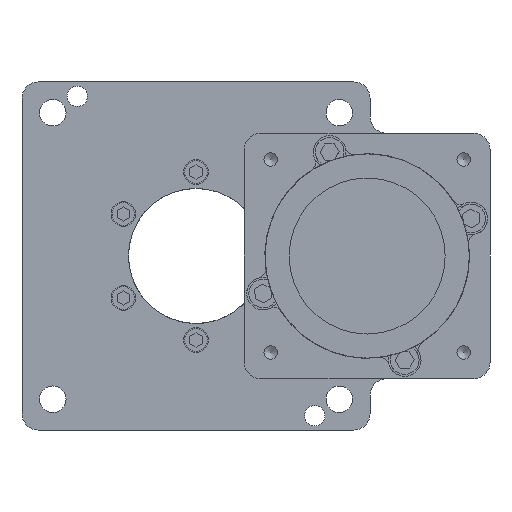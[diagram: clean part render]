
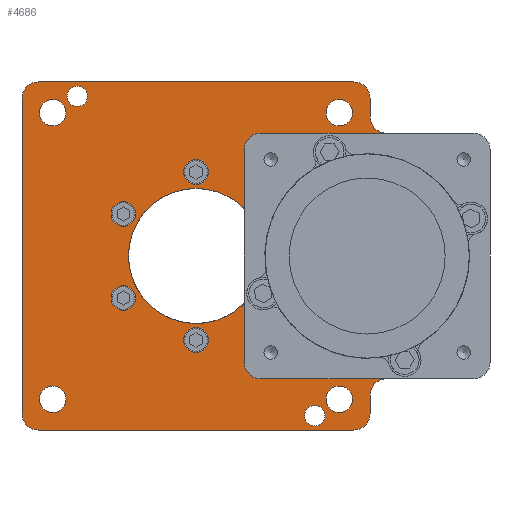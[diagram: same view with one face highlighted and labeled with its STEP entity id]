
A CAD part, front view. The second image highlights one B-rep face of the part: STEP entity #4686.
In plain terms, the highlighted planar face has unit normal (0, -1, 0).
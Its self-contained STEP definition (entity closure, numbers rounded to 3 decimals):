
#91=FACE_BOUND('',#1508,.T.);
#92=FACE_BOUND('',#1509,.T.);
#93=FACE_BOUND('',#1510,.T.);
#94=FACE_BOUND('',#1511,.T.);
#95=FACE_BOUND('',#1512,.T.);
#96=FACE_BOUND('',#1513,.T.);
#97=FACE_BOUND('',#1514,.T.);
#98=FACE_BOUND('',#1515,.T.);
#99=FACE_BOUND('',#1516,.T.);
#100=FACE_BOUND('',#1517,.T.);
#176=LINE('',#7054,#576);
#180=LINE('',#7068,#580);
#188=LINE('',#7088,#588);
#196=LINE('',#7108,#596);
#204=LINE('',#7128,#604);
#208=LINE('',#7140,#608);
#211=LINE('',#7150,#611);
#343=LINE('',#7723,#743);
#344=LINE('',#7727,#744);
#576=VECTOR('',#5590,10.);
#580=VECTOR('',#5604,1000.);
#588=VECTOR('',#5620,1000.);
#596=VECTOR('',#5636,1000.);
#604=VECTOR('',#5652,1000.);
#608=VECTOR('',#5664,1000.);
#611=VECTOR('',#5675,10.);
#743=VECTOR('',#6223,10.);
#744=VECTOR('',#6228,10.);
#1184=FACE_OUTER_BOUND('',#1507,.T.);
#1507=EDGE_LOOP('',(#3722,#3723,#3724,#3725,#3726,#3727,#3728,#3729,#3730,
#3731,#3732,#3733,#3734,#3735,#3736,#3737,#3738,#3739,#3740));
#1508=EDGE_LOOP('',(#3741));
#1509=EDGE_LOOP('',(#3742));
#1510=EDGE_LOOP('',(#3743));
#1511=EDGE_LOOP('',(#3744));
#1512=EDGE_LOOP('',(#3745));
#1513=EDGE_LOOP('',(#3746));
#1514=EDGE_LOOP('',(#3747));
#1515=EDGE_LOOP('',(#3748));
#1516=EDGE_LOOP('',(#3749));
#1517=EDGE_LOOP('',(#3750));
#1678=CIRCLE('',#4913,4.);
#1680=CIRCLE('',#4917,4.);
#1682=CIRCLE('',#4921,4.);
#1684=CIRCLE('',#4925,4.);
#1686=CIRCLE('',#4929,4.);
#1688=CIRCLE('',#4933,4.);
#1777=CIRCLE('',#5119,16.5);
#1779=CIRCLE('',#5121,16.5);
#1780=CIRCLE('',#5123,2.5);
#1781=CIRCLE('',#5125,2.5);
#1782=CIRCLE('',#5127,3.25);
#1783=CIRCLE('',#5129,3.25);
#1784=CIRCLE('',#5131,3.25);
#1785=CIRCLE('',#5133,3.25);
#1786=CIRCLE('',#5135,3.);
#1787=CIRCLE('',#5137,3.);
#1788=CIRCLE('',#5139,3.);
#1789=CIRCLE('',#5141,3.);
#1790=CIRCLE('',#5143,4.);
#1791=CIRCLE('',#5144,4.);
#1964=VERTEX_POINT('',#7047);
#1966=VERTEX_POINT('',#7052);
#1969=VERTEX_POINT('',#7059);
#1971=VERTEX_POINT('',#7065);
#1973=VERTEX_POINT('',#7072);
#1975=VERTEX_POINT('',#7077);
#1981=VERTEX_POINT('',#7092);
#1983=VERTEX_POINT('',#7097);
#1989=VERTEX_POINT('',#7112);
#1991=VERTEX_POINT('',#7117);
#1997=VERTEX_POINT('',#7132);
#1999=VERTEX_POINT('',#7137);
#2001=VERTEX_POINT('',#7143);
#2002=VERTEX_POINT('',#7149);
#2150=VERTEX_POINT('',#7674);
#2151=VERTEX_POINT('',#7676);
#2152=VERTEX_POINT('',#7678);
#2153=VERTEX_POINT('',#7682);
#2154=VERTEX_POINT('',#7686);
#2155=VERTEX_POINT('',#7690);
#2156=VERTEX_POINT('',#7694);
#2157=VERTEX_POINT('',#7698);
#2158=VERTEX_POINT('',#7702);
#2159=VERTEX_POINT('',#7706);
#2160=VERTEX_POINT('',#7710);
#2161=VERTEX_POINT('',#7714);
#2162=VERTEX_POINT('',#7718);
#2163=VERTEX_POINT('',#7722);
#2164=VERTEX_POINT('',#7725);
#2436=EDGE_CURVE('',#1964,#1966,#176,.T.);
#2440=EDGE_CURVE('',#1969,#1964,#1678,.T.);
#2443=EDGE_CURVE('',#1971,#1969,#180,.T.);
#2445=EDGE_CURVE('',#1973,#1971,#1680,.T.);
#2453=EDGE_CURVE('',#1975,#1973,#188,.T.);
#2455=EDGE_CURVE('',#1981,#1975,#1682,.T.);
#2463=EDGE_CURVE('',#1983,#1981,#196,.T.);
#2465=EDGE_CURVE('',#1989,#1983,#1684,.T.);
#2473=EDGE_CURVE('',#1991,#1989,#204,.T.);
#2475=EDGE_CURVE('',#1997,#1991,#1686,.T.);
#2479=EDGE_CURVE('',#1999,#1997,#208,.T.);
#2482=EDGE_CURVE('',#2001,#1999,#1688,.T.);
#2484=EDGE_CURVE('',#2002,#2001,#211,.T.);
#2698=EDGE_CURVE('',#2151,#2150,#1777,.T.);
#2700=EDGE_CURVE('',#2150,#2152,#1779,.T.);
#2701=EDGE_CURVE('',#2153,#2153,#1780,.T.);
#2703=EDGE_CURVE('',#2154,#2154,#1781,.T.);
#2705=EDGE_CURVE('',#2155,#2155,#1782,.T.);
#2707=EDGE_CURVE('',#2156,#2156,#1783,.T.);
#2709=EDGE_CURVE('',#2157,#2157,#1784,.T.);
#2711=EDGE_CURVE('',#2158,#2158,#1785,.T.);
#2714=EDGE_CURVE('',#2159,#2159,#1786,.T.);
#2716=EDGE_CURVE('',#2160,#2160,#1787,.T.);
#2718=EDGE_CURVE('',#2161,#2161,#1788,.T.);
#2720=EDGE_CURVE('',#2162,#2162,#1789,.T.);
#2721=EDGE_CURVE('',#2152,#2163,#343,.T.);
#2722=EDGE_CURVE('',#2163,#2002,#1790,.T.);
#2723=EDGE_CURVE('',#1966,#2164,#1791,.T.);
#2724=EDGE_CURVE('',#2164,#2151,#344,.T.);
#3722=ORIENTED_EDGE('',*,*,#2721,.T.);
#3723=ORIENTED_EDGE('',*,*,#2722,.T.);
#3724=ORIENTED_EDGE('',*,*,#2484,.T.);
#3725=ORIENTED_EDGE('',*,*,#2482,.T.);
#3726=ORIENTED_EDGE('',*,*,#2479,.T.);
#3727=ORIENTED_EDGE('',*,*,#2475,.T.);
#3728=ORIENTED_EDGE('',*,*,#2473,.T.);
#3729=ORIENTED_EDGE('',*,*,#2465,.T.);
#3730=ORIENTED_EDGE('',*,*,#2463,.T.);
#3731=ORIENTED_EDGE('',*,*,#2455,.T.);
#3732=ORIENTED_EDGE('',*,*,#2453,.T.);
#3733=ORIENTED_EDGE('',*,*,#2445,.T.);
#3734=ORIENTED_EDGE('',*,*,#2443,.T.);
#3735=ORIENTED_EDGE('',*,*,#2440,.T.);
#3736=ORIENTED_EDGE('',*,*,#2436,.T.);
#3737=ORIENTED_EDGE('',*,*,#2723,.T.);
#3738=ORIENTED_EDGE('',*,*,#2724,.T.);
#3739=ORIENTED_EDGE('',*,*,#2698,.T.);
#3740=ORIENTED_EDGE('',*,*,#2700,.T.);
#3741=ORIENTED_EDGE('',*,*,#2701,.T.);
#3742=ORIENTED_EDGE('',*,*,#2703,.T.);
#3743=ORIENTED_EDGE('',*,*,#2705,.T.);
#3744=ORIENTED_EDGE('',*,*,#2707,.T.);
#3745=ORIENTED_EDGE('',*,*,#2709,.T.);
#3746=ORIENTED_EDGE('',*,*,#2711,.T.);
#3747=ORIENTED_EDGE('',*,*,#2714,.T.);
#3748=ORIENTED_EDGE('',*,*,#2716,.T.);
#3749=ORIENTED_EDGE('',*,*,#2718,.T.);
#3750=ORIENTED_EDGE('',*,*,#2720,.T.);
#4441=PLANE('',#5142);
#4686=ADVANCED_FACE('',(#1184,#91,#92,#93,#94,#95,#96,#97,#98,#99,#100),
#4441,.T.);
#4913=AXIS2_PLACEMENT_3D('',#7062,#5598,#5599);
#4917=AXIS2_PLACEMENT_3D('',#7073,#5609,#5610);
#4921=AXIS2_PLACEMENT_3D('',#7093,#5625,#5626);
#4925=AXIS2_PLACEMENT_3D('',#7113,#5641,#5642);
#4929=AXIS2_PLACEMENT_3D('',#7133,#5657,#5658);
#4933=AXIS2_PLACEMENT_3D('',#7146,#5670,#5671);
#5119=AXIS2_PLACEMENT_3D('',#7677,#6165,#6166);
#5121=AXIS2_PLACEMENT_3D('',#7680,#6169,#6170);
#5123=AXIS2_PLACEMENT_3D('',#7683,#6173,#6174);
#5125=AXIS2_PLACEMENT_3D('',#7687,#6178,#6179);
#5127=AXIS2_PLACEMENT_3D('',#7691,#6183,#6184);
#5129=AXIS2_PLACEMENT_3D('',#7695,#6188,#6189);
#5131=AXIS2_PLACEMENT_3D('',#7699,#6193,#6194);
#5133=AXIS2_PLACEMENT_3D('',#7703,#6198,#6199);
#5135=AXIS2_PLACEMENT_3D('',#7708,#6204,#6205);
#5137=AXIS2_PLACEMENT_3D('',#7712,#6209,#6210);
#5139=AXIS2_PLACEMENT_3D('',#7716,#6214,#6215);
#5141=AXIS2_PLACEMENT_3D('',#7720,#6219,#6220);
#5142=AXIS2_PLACEMENT_3D('',#7721,#6221,#6222);
#5143=AXIS2_PLACEMENT_3D('',#7724,#6224,#6225);
#5144=AXIS2_PLACEMENT_3D('',#7726,#6226,#6227);
#5590=DIRECTION('',(-1.,0.,0.));
#5598=DIRECTION('center_axis',(0.,1.,0.));
#5599=DIRECTION('ref_axis',(0.,0.,-1.));
#5604=DIRECTION('',(0.,0.,1.));
#5609=DIRECTION('center_axis',(0.,-1.,0.));
#5610=DIRECTION('ref_axis',(0.,0.,-1.));
#5620=DIRECTION('',(1.,0.,0.));
#5625=DIRECTION('center_axis',(0.,-1.,0.));
#5626=DIRECTION('ref_axis',(0.,0.,-1.));
#5636=DIRECTION('',(0.,0.,-1.));
#5641=DIRECTION('center_axis',(0.,-1.,0.));
#5642=DIRECTION('ref_axis',(0.,0.,-1.));
#5652=DIRECTION('',(-1.,0.,0.));
#5657=DIRECTION('center_axis',(0.,-1.,0.));
#5658=DIRECTION('ref_axis',(0.,0.,-1.));
#5664=DIRECTION('',(0.,0.,1.));
#5670=DIRECTION('center_axis',(0.,1.,0.));
#5671=DIRECTION('ref_axis',(0.,0.,-1.));
#5675=DIRECTION('',(1.,0.,0.));
#6165=DIRECTION('center_axis',(0.,1.,0.));
#6166=DIRECTION('ref_axis',(0.,0.,-1.));
#6169=DIRECTION('center_axis',(0.,1.,0.));
#6170=DIRECTION('ref_axis',(0.,0.,-1.));
#6173=DIRECTION('center_axis',(0.,1.,0.));
#6174=DIRECTION('ref_axis',(0.,0.,1.));
#6178=DIRECTION('center_axis',(0.,1.,0.));
#6179=DIRECTION('ref_axis',(0.,0.,1.));
#6183=DIRECTION('center_axis',(0.,1.,0.));
#6184=DIRECTION('ref_axis',(0.,0.,1.));
#6188=DIRECTION('center_axis',(0.,1.,0.));
#6189=DIRECTION('ref_axis',(0.,0.,1.));
#6193=DIRECTION('center_axis',(0.,1.,0.));
#6194=DIRECTION('ref_axis',(0.,0.,1.));
#6198=DIRECTION('center_axis',(0.,1.,0.));
#6199=DIRECTION('ref_axis',(0.,0.,1.));
#6204=DIRECTION('center_axis',(0.,1.,0.));
#6205=DIRECTION('ref_axis',(0.,0.,-1.));
#6209=DIRECTION('center_axis',(0.,1.,0.));
#6210=DIRECTION('ref_axis',(0.,0.,-1.));
#6214=DIRECTION('center_axis',(0.,1.,0.));
#6215=DIRECTION('ref_axis',(0.,0.,-1.));
#6219=DIRECTION('center_axis',(0.,1.,0.));
#6220=DIRECTION('ref_axis',(0.,0.,-1.));
#6221=DIRECTION('center_axis',(0.,-1.,0.));
#6222=DIRECTION('ref_axis',(0.,0.,-1.));
#6223=DIRECTION('',(0.,0.,1.));
#6224=DIRECTION('center_axis',(0.,1.,0.));
#6225=DIRECTION('ref_axis',(0.,0.,1.));
#6226=DIRECTION('center_axis',(0.,1.,0.));
#6227=DIRECTION('ref_axis',(0.,0.,1.));
#6228=DIRECTION('',(0.,0.,1.));
#7047=CARTESIAN_POINT('',(46.5,0.,-30.));
#7052=CARTESIAN_POINT('',(15.8,0.,-30.));
#7054=CARTESIAN_POINT('',(46.5,0.,-30.));
#7059=CARTESIAN_POINT('',(42.5,0.,-34.));
#7062=CARTESIAN_POINT('Origin',(46.5,0.,-34.));
#7065=CARTESIAN_POINT('',(42.5,0.,-38.5));
#7068=CARTESIAN_POINT('',(42.5,0.,30.));
#7072=CARTESIAN_POINT('',(38.5,0.,-42.5));
#7073=CARTESIAN_POINT('Origin',(38.5,0.,-38.5));
#7077=CARTESIAN_POINT('',(-38.5,0.,-42.5));
#7088=CARTESIAN_POINT('',(46.5,0.,-42.5));
#7092=CARTESIAN_POINT('',(-42.5,0.,-38.5));
#7093=CARTESIAN_POINT('Origin',(-38.5,0.,-38.5));
#7097=CARTESIAN_POINT('',(-42.5,0.,38.5));
#7108=CARTESIAN_POINT('',(-42.5,0.,30.));
#7112=CARTESIAN_POINT('',(-38.5,0.,42.5));
#7113=CARTESIAN_POINT('Origin',(-38.5,0.,38.5));
#7117=CARTESIAN_POINT('',(38.5,0.,42.5));
#7128=CARTESIAN_POINT('',(46.5,0.,42.5));
#7132=CARTESIAN_POINT('',(42.5,0.,38.5));
#7133=CARTESIAN_POINT('Origin',(38.5,0.,38.5));
#7137=CARTESIAN_POINT('',(42.5,0.,34.));
#7140=CARTESIAN_POINT('',(42.5,0.,30.));
#7143=CARTESIAN_POINT('',(46.5,0.,30.));
#7146=CARTESIAN_POINT('Origin',(46.5,0.,34.));
#7149=CARTESIAN_POINT('',(15.8,0.,30.));
#7150=CARTESIAN_POINT('',(46.5,0.,30.));
#7674=CARTESIAN_POINT('',(0.,0.,16.5));
#7676=CARTESIAN_POINT('',(11.8,0.,-11.533));
#7677=CARTESIAN_POINT('Origin',(0.,0.,0.));
#7678=CARTESIAN_POINT('',(11.8,0.,11.533));
#7680=CARTESIAN_POINT('Origin',(0.,0.,0.));
#7682=CARTESIAN_POINT('',(-29.,0.,36.5));
#7683=CARTESIAN_POINT('Origin',(-29.,0.,39.));
#7686=CARTESIAN_POINT('',(29.,0.,-41.5));
#7687=CARTESIAN_POINT('Origin',(29.,0.,-39.));
#7690=CARTESIAN_POINT('',(35.,0.,31.75));
#7691=CARTESIAN_POINT('Origin',(35.,0.,35.));
#7694=CARTESIAN_POINT('',(-35.,0.,31.75));
#7695=CARTESIAN_POINT('Origin',(-35.,0.,35.));
#7698=CARTESIAN_POINT('',(-35.,0.,-38.25));
#7699=CARTESIAN_POINT('Origin',(-35.,0.,-35.));
#7702=CARTESIAN_POINT('',(35.,0.,-38.25));
#7703=CARTESIAN_POINT('Origin',(35.,0.,-35.));
#7706=CARTESIAN_POINT('',(0.,0.,-17.5));
#7708=CARTESIAN_POINT('Origin',(0.,0.,-20.5));
#7710=CARTESIAN_POINT('',(-17.754,0.,-7.25));
#7712=CARTESIAN_POINT('Origin',(-17.754,0.,-10.25));
#7714=CARTESIAN_POINT('',(-17.754,0.,13.25));
#7716=CARTESIAN_POINT('Origin',(-17.754,0.,10.25));
#7718=CARTESIAN_POINT('',(0.,0.,23.5));
#7720=CARTESIAN_POINT('Origin',(0.,0.,20.5));
#7721=CARTESIAN_POINT('Origin',(46.5,0.,30.));
#7722=CARTESIAN_POINT('',(11.8,0.,26.));
#7723=CARTESIAN_POINT('',(11.8,0.,28.));
#7724=CARTESIAN_POINT('Origin',(15.8,0.,26.));
#7725=CARTESIAN_POINT('',(11.8,0.,-26.));
#7726=CARTESIAN_POINT('Origin',(15.8,0.,-26.));
#7727=CARTESIAN_POINT('',(11.8,0.,28.));
